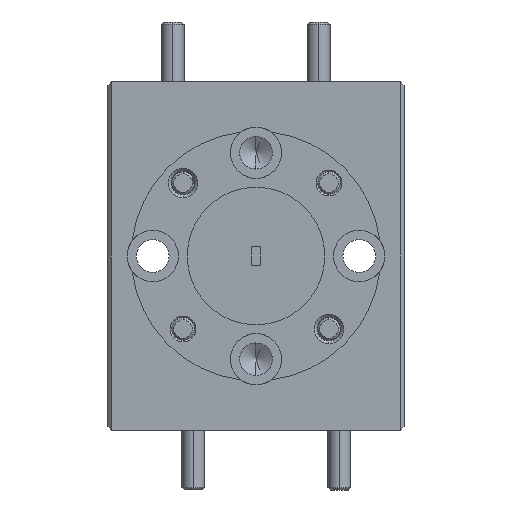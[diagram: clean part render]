
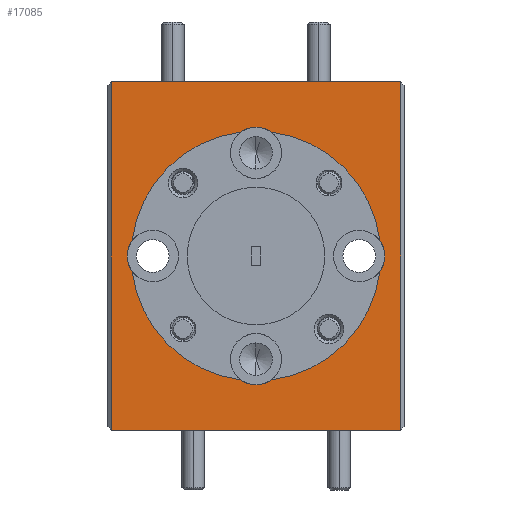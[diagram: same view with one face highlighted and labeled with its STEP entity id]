
A CAD part, left-side view. The second image highlights one B-rep face of the part: STEP entity #17085.
In plain terms, the highlighted planar face has unit normal (-1, 0, 0).
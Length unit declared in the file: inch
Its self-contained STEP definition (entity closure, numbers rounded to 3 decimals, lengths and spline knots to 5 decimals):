
#571 = DIRECTION ( 'NONE',  ( -1., 0., 0. ) ) ;
#986 = EDGE_CURVE ( 'NONE', #23661, #22151, #23974, .T. ) ;
#1174 = VECTOR ( 'NONE', #7000, 39.37008 ) ;
#1315 = AXIS2_PLACEMENT_3D ( 'NONE', #41016, #571, #10736 ) ;
#2734 = ORIENTED_EDGE ( 'NONE', *, *, #23703, .F. ) ;
#3165 = CARTESIAN_POINT ( 'NONE',  ( -2.87968, 0.66902, 0.31971 ) ) ;
#3465 = CARTESIAN_POINT ( 'NONE',  ( -2.87968, 0.61269, 0.83648 ) ) ;
#3514 = CARTESIAN_POINT ( 'NONE',  ( -2.87968, 0.60269, -0.11352 ) ) ;
#3993 = AXIS2_PLACEMENT_3D ( 'NONE', #5897, #5460, #6105 ) ;
#4015 = CIRCLE ( 'NONE', #24433, 0.34 ) ;
#4288 = AXIS2_PLACEMENT_3D ( 'NONE', #38286, #21024, #10462 ) ;
#4495 = EDGE_CURVE ( 'NONE', #10780, #29396, #4015, .T. ) ;
#5263 = CIRCLE ( 'NONE', #15876, 0.07 ) ;
#5460 = DIRECTION ( 'NONE',  ( -1., 0., 0. ) ) ;
#5897 = CARTESIAN_POINT ( 'NONE',  ( -2.87968, 0.72519, 0.36148 ) ) ;
#6105 = DIRECTION ( 'NONE',  ( 0., 0., 1. ) ) ;
#6170 = EDGE_CURVE ( 'NONE', #14142, #15367, #15316, .T. ) ;
#6281 = VECTOR ( 'NONE', #42666, 39.37008 ) ;
#6562 = DIRECTION ( 'NONE',  ( -1., 0., 0. ) ) ;
#7000 = DIRECTION ( 'NONE',  ( 0., 1., 0. ) ) ;
#7466 = DIRECTION ( 'NONE',  ( -1., 0., 0. ) ) ;
#8753 = ORIENTED_EDGE ( 'NONE', *, *, #16053, .T. ) ;
#8835 = DIRECTION ( 'NONE',  ( -1., 0., 0. ) ) ;
#9245 = AXIS2_PLACEMENT_3D ( 'NONE', #30365, #23684, #40541 ) ;
#9820 = DIRECTION ( 'NONE',  ( 0., 0., 1. ) ) ;
#9869 = EDGE_LOOP ( 'NONE', ( #15156, #40820, #28526, #8753 ) ) ;
#10198 = CARTESIAN_POINT ( 'NONE',  ( -2.87968, 1.04821, 0.6989 ) ) ;
#10250 = CARTESIAN_POINT ( 'NONE',  ( -2.87968, 0.96467, 0.02405 ) ) ;
#10312 = CARTESIAN_POINT ( 'NONE',  ( -2.87968, 0.60269, 0.83648 ) ) ;
#10441 = VERTEX_POINT ( 'NONE', #27022 ) ;
#10462 = DIRECTION ( 'NONE',  ( 0., 0., 1. ) ) ;
#10736 = DIRECTION ( 'NONE',  ( 0., 0., 1. ) ) ;
#10780 = VERTEX_POINT ( 'NONE', #10198 ) ;
#10895 = CARTESIAN_POINT ( 'NONE',  ( -2.87968, 1.00644, 0.36148 ) ) ;
#11280 = VERTEX_POINT ( 'NONE', #38343 ) ;
#11294 = CARTESIAN_POINT ( 'NONE',  ( -2.87968, 0.60269, -0.11352 ) ) ;
#11686 = AXIS2_PLACEMENT_3D ( 'NONE', #10895, #18182, #21259 ) ;
#12095 = AXIS2_PLACEMENT_3D ( 'NONE', #11294, #35786, #24742 ) ;
#12617 = ORIENTED_EDGE ( 'NONE', *, *, #6170, .F. ) ;
#14142 = VERTEX_POINT ( 'NONE', #28709 ) ;
#14191 = CARTESIAN_POINT ( 'NONE',  ( -2.87968, 0.61269, -0.11352 ) ) ;
#14244 = ORIENTED_EDGE ( 'NONE', *, *, #38333, .F. ) ;
#15156 = ORIENTED_EDGE ( 'NONE', *, *, #986, .T. ) ;
#15252 = FACE_OUTER_BOUND ( 'NONE', #9869, .T. ) ;
#15316 = CIRCLE ( 'NONE', #40050, 0.07 ) ;
#15367 = VERTEX_POINT ( 'NONE', #10250 ) ;
#15612 = EDGE_CURVE ( 'NONE', #27366, #10441, #28401, .T. ) ;
#15876 = AXIS2_PLACEMENT_3D ( 'NONE', #29693, #40306, #9820 ) ;
#16053 = EDGE_CURVE ( 'NONE', #26895, #23661, #16516, .T. ) ;
#16516 = LINE ( 'NONE', #3465, #17917 ) ;
#17085 = ADVANCED_FACE ( 'NONE', ( #18575, #15252 ), #35364, .F. ) ;
#17284 = ORIENTED_EDGE ( 'NONE', *, *, #4495, .F. ) ;
#17643 = DIRECTION ( 'NONE',  ( 0., 0., 1. ) ) ;
#17917 = VECTOR ( 'NONE', #43704, 39.37008 ) ;
#17991 = ORIENTED_EDGE ( 'NONE', *, *, #15612, .F. ) ;
#18182 = DIRECTION ( 'NONE',  ( -1., 0., 0. ) ) ;
#18575 = FACE_BOUND ( 'NONE', #24095, .T. ) ;
#19221 = DIRECTION ( 'NONE',  ( 0., 0., 1. ) ) ;
#20508 = DIRECTION ( 'NONE',  ( 0., 1., 0. ) ) ;
#21024 = DIRECTION ( 'NONE',  ( -1., 0., 0. ) ) ;
#21052 = DIRECTION ( 'NONE',  ( 0., 0., 1. ) ) ;
#21078 = CARTESIAN_POINT ( 'NONE',  ( -2.87968, 1.34387, 0.40324 ) ) ;
#21259 = DIRECTION ( 'NONE',  ( 0., 0., 1. ) ) ;
#21510 = CARTESIAN_POINT ( 'NONE',  ( -2.87968, 1.40019, -0.11352 ) ) ;
#22071 = EDGE_CURVE ( 'NONE', #11280, #23292, #43168, .T. ) ;
#22151 = VERTEX_POINT ( 'NONE', #42495 ) ;
#22616 = CARTESIAN_POINT ( 'NONE',  ( -2.87968, 1.00644, 0.71273 ) ) ;
#22657 = EDGE_CURVE ( 'NONE', #22151, #41881, #40220, .T. ) ;
#23292 = VERTEX_POINT ( 'NONE', #39333 ) ;
#23661 = VERTEX_POINT ( 'NONE', #24676 ) ;
#23684 = DIRECTION ( 'NONE',  ( -1., 0., 0. ) ) ;
#23703 = EDGE_CURVE ( 'NONE', #27819, #11280, #25844, .T. ) ;
#23742 = CARTESIAN_POINT ( 'NONE',  ( -2.87968, 1.00644, 0.36148 ) ) ;
#23974 = LINE ( 'NONE', #10312, #1174 ) ;
#24095 = EDGE_LOOP ( 'NONE', ( #17284, #38811, #32870, #34668, #2734, #14244, #12617, #42307, #17991, #41102 ) ) ;
#24433 = AXIS2_PLACEMENT_3D ( 'NONE', #23742, #6562, #40388 ) ;
#24676 = CARTESIAN_POINT ( 'NONE',  ( -2.87968, 0.61269, 0.83648 ) ) ;
#24742 = DIRECTION ( 'NONE',  ( 0., 0., 1. ) ) ;
#25044 = CIRCLE ( 'NONE', #11686, 0.34 ) ;
#25844 = CIRCLE ( 'NONE', #3993, 0.07 ) ;
#26146 = CIRCLE ( 'NONE', #9245, 0.07 ) ;
#26895 = VERTEX_POINT ( 'NONE', #14191 ) ;
#27022 = CARTESIAN_POINT ( 'NONE',  ( -2.87968, 1.04821, 0.02405 ) ) ;
#27344 = VECTOR ( 'NONE', #20508, 39.37008 ) ;
#27366 = VERTEX_POINT ( 'NONE', #37995 ) ;
#27474 = CARTESIAN_POINT ( 'NONE',  ( -2.87968, 1.00644, 0.08023 ) ) ;
#27819 = VERTEX_POINT ( 'NONE', #3165 ) ;
#28401 = CIRCLE ( 'NONE', #35462, 0.34 ) ;
#28526 = ORIENTED_EDGE ( 'NONE', *, *, #41228, .F. ) ;
#28709 = CARTESIAN_POINT ( 'NONE',  ( -2.87968, 1.00644, 0.01023 ) ) ;
#29396 = VERTEX_POINT ( 'NONE', #21078 ) ;
#29693 = CARTESIAN_POINT ( 'NONE',  ( -2.87968, 1.00644, 0.64273 ) ) ;
#30365 = CARTESIAN_POINT ( 'NONE',  ( -2.87968, 1.00644, 0.08023 ) ) ;
#30695 = CIRCLE ( 'NONE', #35627, 0.07 ) ;
#31444 = EDGE_CURVE ( 'NONE', #10441, #14142, #26146, .T. ) ;
#32870 = ORIENTED_EDGE ( 'NONE', *, *, #41759, .F. ) ;
#34643 = CARTESIAN_POINT ( 'NONE',  ( -2.87968, 1.28769, 0.36148 ) ) ;
#34668 = ORIENTED_EDGE ( 'NONE', *, *, #22071, .F. ) ;
#35364 = PLANE ( 'NONE',  #12095 ) ;
#35462 = AXIS2_PLACEMENT_3D ( 'NONE', #39575, #8835, #19221 ) ;
#35627 = AXIS2_PLACEMENT_3D ( 'NONE', #34643, #7466, #17643 ) ;
#35679 = EDGE_CURVE ( 'NONE', #43103, #10780, #5263, .T. ) ;
#35786 = DIRECTION ( 'NONE',  ( 1., 0., 0. ) ) ;
#37975 = EDGE_CURVE ( 'NONE', #29396, #27366, #30695, .T. ) ;
#37995 = CARTESIAN_POINT ( 'NONE',  ( -2.87968, 1.34387, 0.31971 ) ) ;
#38183 = LINE ( 'NONE', #3514, #27344 ) ;
#38286 = CARTESIAN_POINT ( 'NONE',  ( -2.87968, 1.00644, 0.36148 ) ) ;
#38333 = EDGE_CURVE ( 'NONE', #15367, #27819, #25044, .T. ) ;
#38343 = CARTESIAN_POINT ( 'NONE',  ( -2.87968, 0.66902, 0.40324 ) ) ;
#38676 = CIRCLE ( 'NONE', #1315, 0.07 ) ;
#38811 = ORIENTED_EDGE ( 'NONE', *, *, #35679, .F. ) ;
#39333 = CARTESIAN_POINT ( 'NONE',  ( -2.87968, 0.96467, 0.6989 ) ) ;
#39575 = CARTESIAN_POINT ( 'NONE',  ( -2.87968, 1.00644, 0.36148 ) ) ;
#40050 = AXIS2_PLACEMENT_3D ( 'NONE', #27474, #41632, #21052 ) ;
#40220 = LINE ( 'NONE', #43110, #6281 ) ;
#40306 = DIRECTION ( 'NONE',  ( -1., 0., 0. ) ) ;
#40388 = DIRECTION ( 'NONE',  ( 0., 0., 1. ) ) ;
#40541 = DIRECTION ( 'NONE',  ( 0., 0., 1. ) ) ;
#40820 = ORIENTED_EDGE ( 'NONE', *, *, #22657, .T. ) ;
#41016 = CARTESIAN_POINT ( 'NONE',  ( -2.87968, 1.00644, 0.64273 ) ) ;
#41102 = ORIENTED_EDGE ( 'NONE', *, *, #37975, .F. ) ;
#41228 = EDGE_CURVE ( 'NONE', #26895, #41881, #38183, .T. ) ;
#41632 = DIRECTION ( 'NONE',  ( -1., 0., 0. ) ) ;
#41759 = EDGE_CURVE ( 'NONE', #23292, #43103, #38676, .T. ) ;
#41881 = VERTEX_POINT ( 'NONE', #21510 ) ;
#42307 = ORIENTED_EDGE ( 'NONE', *, *, #31444, .F. ) ;
#42495 = CARTESIAN_POINT ( 'NONE',  ( -2.87968, 1.40019, 0.83648 ) ) ;
#42666 = DIRECTION ( 'NONE',  ( 0., 0., -1. ) ) ;
#43103 = VERTEX_POINT ( 'NONE', #22616 ) ;
#43110 = CARTESIAN_POINT ( 'NONE',  ( -2.87968, 1.40019, -0.11352 ) ) ;
#43168 = CIRCLE ( 'NONE', #4288, 0.34 ) ;
#43704 = DIRECTION ( 'NONE',  ( 0., 0., 1. ) ) ;
